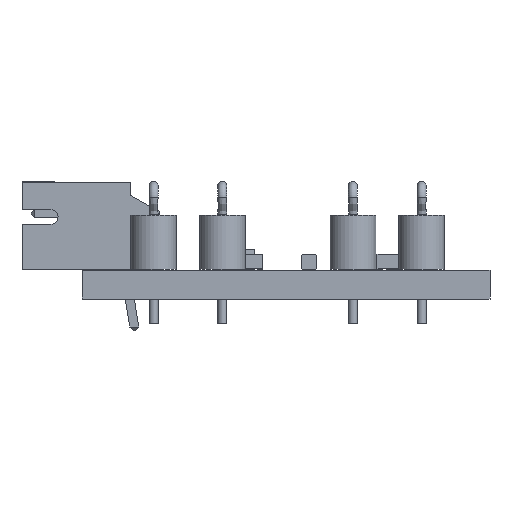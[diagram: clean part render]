
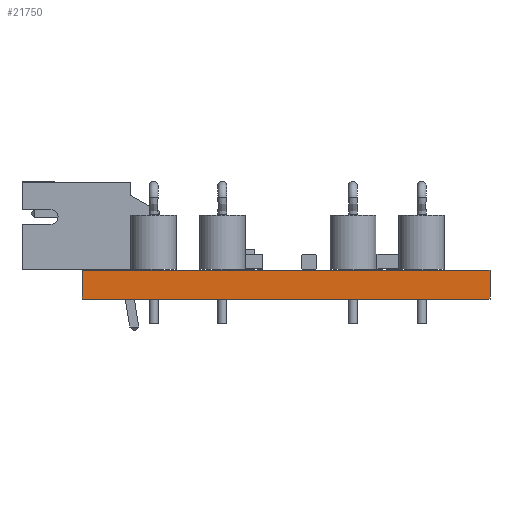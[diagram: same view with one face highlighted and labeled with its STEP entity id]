
A CAD part, front view. The second image highlights one B-rep face of the part: STEP entity #21750.
In plain terms, the highlighted planar face has unit normal (0, -1, 0).
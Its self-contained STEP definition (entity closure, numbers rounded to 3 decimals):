
#21750 = ADVANCED_FACE('',(#21751),#21765,.T.);
#21751 = FACE_BOUND('',#21752,.T.);
#21752 = EDGE_LOOP('',(#21753,#21788,#21816,#21844));
#21753 = ORIENTED_EDGE('',*,*,#21754,.T.);
#21754 = EDGE_CURVE('',#21755,#21757,#21759,.T.);
#21755 = VERTEX_POINT('',#21756);
#21756 = CARTESIAN_POINT('',(66.294,-93.853,0.));
#21757 = VERTEX_POINT('',#21758);
#21758 = CARTESIAN_POINT('',(66.294,-93.853,1.6));
#21759 = SURFACE_CURVE('',#21760,(#21764,#21776),.PCURVE_S1.);
#21760 = LINE('',#21761,#21762);
#21761 = CARTESIAN_POINT('',(66.294,-93.853,0.));
#21762 = VECTOR('',#21763,1.);
#21763 = DIRECTION('',(0.,0.,1.));
#21764 = PCURVE('',#21765,#21770);
#21765 = PLANE('',#21766);
#21766 = AXIS2_PLACEMENT_3D('',#21767,#21768,#21769);
#21767 = CARTESIAN_POINT('',(66.294,-93.853,0.));
#21768 = DIRECTION('',(0.,-1.,0.));
#21769 = DIRECTION('',(-1.,0.,0.));
#21770 = DEFINITIONAL_REPRESENTATION('',(#21771),#21775);
#21771 = LINE('',#21772,#21773);
#21772 = CARTESIAN_POINT('',(0.,-0.));
#21773 = VECTOR('',#21774,1.);
#21774 = DIRECTION('',(0.,-1.));
#21775 = ( GEOMETRIC_REPRESENTATION_CONTEXT(2) 
PARAMETRIC_REPRESENTATION_CONTEXT() REPRESENTATION_CONTEXT('2D SPACE',''
  ) );
#21776 = PCURVE('',#21777,#21782);
#21777 = PLANE('',#21778);
#21778 = AXIS2_PLACEMENT_3D('',#21779,#21780,#21781);
#21779 = CARTESIAN_POINT('',(66.294,-49.403,0.));
#21780 = DIRECTION('',(1.,0.,-0.));
#21781 = DIRECTION('',(0.,-1.,0.));
#21782 = DEFINITIONAL_REPRESENTATION('',(#21783),#21787);
#21783 = LINE('',#21784,#21785);
#21784 = CARTESIAN_POINT('',(44.45,0.));
#21785 = VECTOR('',#21786,1.);
#21786 = DIRECTION('',(0.,-1.));
#21787 = ( GEOMETRIC_REPRESENTATION_CONTEXT(2) 
PARAMETRIC_REPRESENTATION_CONTEXT() REPRESENTATION_CONTEXT('2D SPACE',''
  ) );
#21788 = ORIENTED_EDGE('',*,*,#21789,.T.);
#21789 = EDGE_CURVE('',#21757,#21790,#21792,.T.);
#21790 = VERTEX_POINT('',#21791);
#21791 = CARTESIAN_POINT('',(43.688,-93.853,1.6));
#21792 = SURFACE_CURVE('',#21793,(#21797,#21804),.PCURVE_S1.);
#21793 = LINE('',#21794,#21795);
#21794 = CARTESIAN_POINT('',(66.294,-93.853,1.6));
#21795 = VECTOR('',#21796,1.);
#21796 = DIRECTION('',(-1.,0.,0.));
#21797 = PCURVE('',#21765,#21798);
#21798 = DEFINITIONAL_REPRESENTATION('',(#21799),#21803);
#21799 = LINE('',#21800,#21801);
#21800 = CARTESIAN_POINT('',(0.,-1.6));
#21801 = VECTOR('',#21802,1.);
#21802 = DIRECTION('',(1.,0.));
#21803 = ( GEOMETRIC_REPRESENTATION_CONTEXT(2) 
PARAMETRIC_REPRESENTATION_CONTEXT() REPRESENTATION_CONTEXT('2D SPACE',''
  ) );
#21804 = PCURVE('',#21805,#21810);
#21805 = PLANE('',#21806);
#21806 = AXIS2_PLACEMENT_3D('',#21807,#21808,#21809);
#21807 = CARTESIAN_POINT('',(54.991,-71.628,1.6));
#21808 = DIRECTION('',(-0.,-0.,-1.));
#21809 = DIRECTION('',(-1.,0.,0.));
#21810 = DEFINITIONAL_REPRESENTATION('',(#21811),#21815);
#21811 = LINE('',#21812,#21813);
#21812 = CARTESIAN_POINT('',(-11.303,-22.225));
#21813 = VECTOR('',#21814,1.);
#21814 = DIRECTION('',(1.,0.));
#21815 = ( GEOMETRIC_REPRESENTATION_CONTEXT(2) 
PARAMETRIC_REPRESENTATION_CONTEXT() REPRESENTATION_CONTEXT('2D SPACE',''
  ) );
#21816 = ORIENTED_EDGE('',*,*,#21817,.F.);
#21817 = EDGE_CURVE('',#21818,#21790,#21820,.T.);
#21818 = VERTEX_POINT('',#21819);
#21819 = CARTESIAN_POINT('',(43.688,-93.853,0.));
#21820 = SURFACE_CURVE('',#21821,(#21825,#21832),.PCURVE_S1.);
#21821 = LINE('',#21822,#21823);
#21822 = CARTESIAN_POINT('',(43.688,-93.853,0.));
#21823 = VECTOR('',#21824,1.);
#21824 = DIRECTION('',(0.,0.,1.));
#21825 = PCURVE('',#21765,#21826);
#21826 = DEFINITIONAL_REPRESENTATION('',(#21827),#21831);
#21827 = LINE('',#21828,#21829);
#21828 = CARTESIAN_POINT('',(22.606,0.));
#21829 = VECTOR('',#21830,1.);
#21830 = DIRECTION('',(0.,-1.));
#21831 = ( GEOMETRIC_REPRESENTATION_CONTEXT(2) 
PARAMETRIC_REPRESENTATION_CONTEXT() REPRESENTATION_CONTEXT('2D SPACE',''
  ) );
#21832 = PCURVE('',#21833,#21838);
#21833 = PLANE('',#21834);
#21834 = AXIS2_PLACEMENT_3D('',#21835,#21836,#21837);
#21835 = CARTESIAN_POINT('',(43.688,-93.853,0.));
#21836 = DIRECTION('',(-1.,0.,0.));
#21837 = DIRECTION('',(0.,1.,0.));
#21838 = DEFINITIONAL_REPRESENTATION('',(#21839),#21843);
#21839 = LINE('',#21840,#21841);
#21840 = CARTESIAN_POINT('',(0.,0.));
#21841 = VECTOR('',#21842,1.);
#21842 = DIRECTION('',(0.,-1.));
#21843 = ( GEOMETRIC_REPRESENTATION_CONTEXT(2) 
PARAMETRIC_REPRESENTATION_CONTEXT() REPRESENTATION_CONTEXT('2D SPACE',''
  ) );
#21844 = ORIENTED_EDGE('',*,*,#21845,.F.);
#21845 = EDGE_CURVE('',#21755,#21818,#21846,.T.);
#21846 = SURFACE_CURVE('',#21847,(#21851,#21858),.PCURVE_S1.);
#21847 = LINE('',#21848,#21849);
#21848 = CARTESIAN_POINT('',(66.294,-93.853,0.));
#21849 = VECTOR('',#21850,1.);
#21850 = DIRECTION('',(-1.,0.,0.));
#21851 = PCURVE('',#21765,#21852);
#21852 = DEFINITIONAL_REPRESENTATION('',(#21853),#21857);
#21853 = LINE('',#21854,#21855);
#21854 = CARTESIAN_POINT('',(0.,-0.));
#21855 = VECTOR('',#21856,1.);
#21856 = DIRECTION('',(1.,0.));
#21857 = ( GEOMETRIC_REPRESENTATION_CONTEXT(2) 
PARAMETRIC_REPRESENTATION_CONTEXT() REPRESENTATION_CONTEXT('2D SPACE',''
  ) );
#21858 = PCURVE('',#21859,#21864);
#21859 = PLANE('',#21860);
#21860 = AXIS2_PLACEMENT_3D('',#21861,#21862,#21863);
#21861 = CARTESIAN_POINT('',(54.991,-71.628,0.));
#21862 = DIRECTION('',(-0.,-0.,-1.));
#21863 = DIRECTION('',(-1.,0.,0.));
#21864 = DEFINITIONAL_REPRESENTATION('',(#21865),#21869);
#21865 = LINE('',#21866,#21867);
#21866 = CARTESIAN_POINT('',(-11.303,-22.225));
#21867 = VECTOR('',#21868,1.);
#21868 = DIRECTION('',(1.,0.));
#21869 = ( GEOMETRIC_REPRESENTATION_CONTEXT(2) 
PARAMETRIC_REPRESENTATION_CONTEXT() REPRESENTATION_CONTEXT('2D SPACE',''
  ) );
